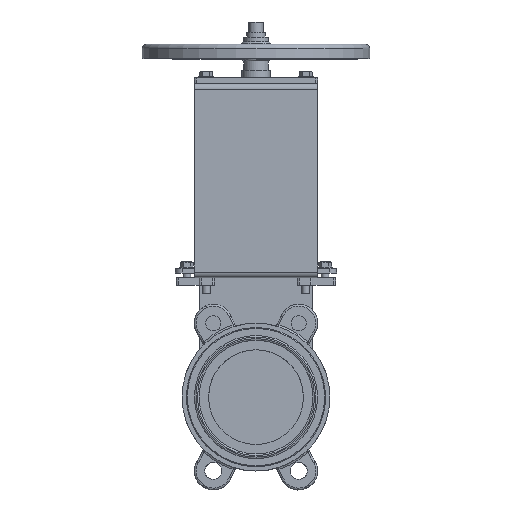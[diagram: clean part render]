
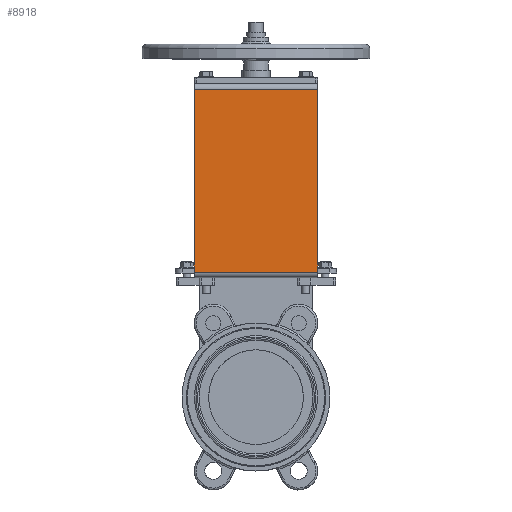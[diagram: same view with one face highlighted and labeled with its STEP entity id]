
A CAD part, top view. The second image highlights one B-rep face of the part: STEP entity #8918.
In plain terms, the highlighted face is planar.
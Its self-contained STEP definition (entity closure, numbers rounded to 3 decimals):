
#1064=FACE_OUTER_BOUND('',#1608,.T.);
#1608=EDGE_LOOP('',(#7640,#7641,#7642,#7643));
#2199=LINE('',#17711,#2821);
#2215=LINE('',#17752,#2837);
#2230=LINE('',#17787,#2852);
#2232=LINE('',#17790,#2854);
#2821=VECTOR('',#12038,10.);
#2837=VECTOR('',#12080,10.);
#2852=VECTOR('',#12119,10.);
#2854=VECTOR('',#12123,10.);
#4010=VERTEX_POINT('',#17708);
#4011=VERTEX_POINT('',#17710);
#4022=VERTEX_POINT('',#17749);
#4023=VERTEX_POINT('',#17751);
#5204=EDGE_CURVE('',#4011,#4010,#2199,.T.);
#5224=EDGE_CURVE('',#4023,#4022,#2215,.T.);
#5242=EDGE_CURVE('',#4022,#4011,#2230,.T.);
#5244=EDGE_CURVE('',#4010,#4023,#2232,.T.);
#7640=ORIENTED_EDGE('',*,*,#5204,.T.);
#7641=ORIENTED_EDGE('',*,*,#5244,.T.);
#7642=ORIENTED_EDGE('',*,*,#5224,.T.);
#7643=ORIENTED_EDGE('',*,*,#5242,.T.);
#8004=PLANE('',#9932);
#8918=ADVANCED_FACE('',(#1064),#8004,.F.);
#9932=AXIS2_PLACEMENT_3D('',#17789,#12121,#12122);
#12038=DIRECTION('',(1.,0.,0.));
#12080=DIRECTION('',(-1.,0.,0.));
#12119=DIRECTION('',(0.,0.,-1.));
#12121=DIRECTION('center_axis',(0.,1.,0.));
#12122=DIRECTION('ref_axis',(0.,0.,1.));
#12123=DIRECTION('',(0.,0.,1.));
#17708=CARTESIAN_POINT('',(65.,0.,-96.5));
#17710=CARTESIAN_POINT('',(-65.,0.,-96.5));
#17711=CARTESIAN_POINT('',(-32.5,0.,-96.5));
#17749=CARTESIAN_POINT('',(-65.,0.,96.5));
#17751=CARTESIAN_POINT('',(65.,0.,96.5));
#17752=CARTESIAN_POINT('',(32.5,0.,96.5));
#17787=CARTESIAN_POINT('',(-65.,0.,102.5));
#17789=CARTESIAN_POINT('Origin',(0.,0.,0.));
#17790=CARTESIAN_POINT('',(65.,0.,-102.5));
